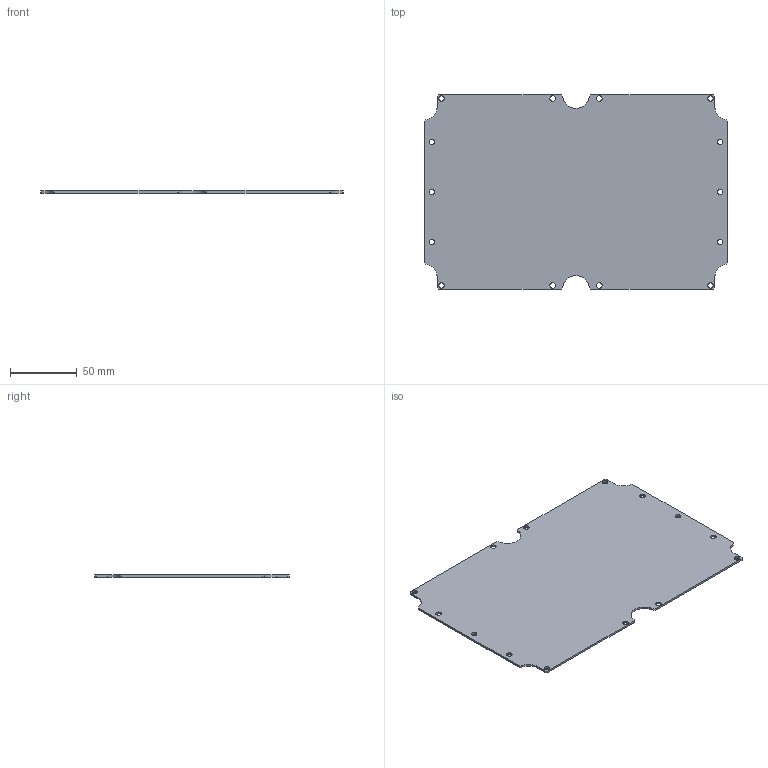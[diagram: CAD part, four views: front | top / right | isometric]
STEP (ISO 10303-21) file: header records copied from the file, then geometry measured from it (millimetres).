
FILE_DESCRIPTION (( 'STEP AP203' ), '1' );
FILE_NAME ('1554VAPL.step', '2020-11-14T12:51:46', ( 'ADC123' ), ( 'Microsoft' ), 'SwSTEP 2.0', 'SolidWorks 2019', '' );
FILE_SCHEMA (( 'CONFIG_CONTROL_DESIGN' ));
Length unit declared in the file: inch
Products named in the file (1): 1554VAPL
Bounding box: 226.82 x 145.5 x 1.5 mm (x, y, z)
Volume: 47797.1 mm3; surface area: 65124.2 mm2
Topology: 1 solids, 1 shells, 44 faces, 126 edges, 84 vertices
Faces by surface type: plane 24, cylinder 20
Full cylindrical faces by diameter (mm): 4.2 x14
Entity records: 1515 total; most frequent: DIRECTION 242, CARTESIAN_POINT 241, ORIENTED_EDGE 224, EDGE_CURVE 112, EDGE_LOOP 86, AXIS2_PLACEMENT_3D 85, VERTEX_POINT 84, LINE 72
